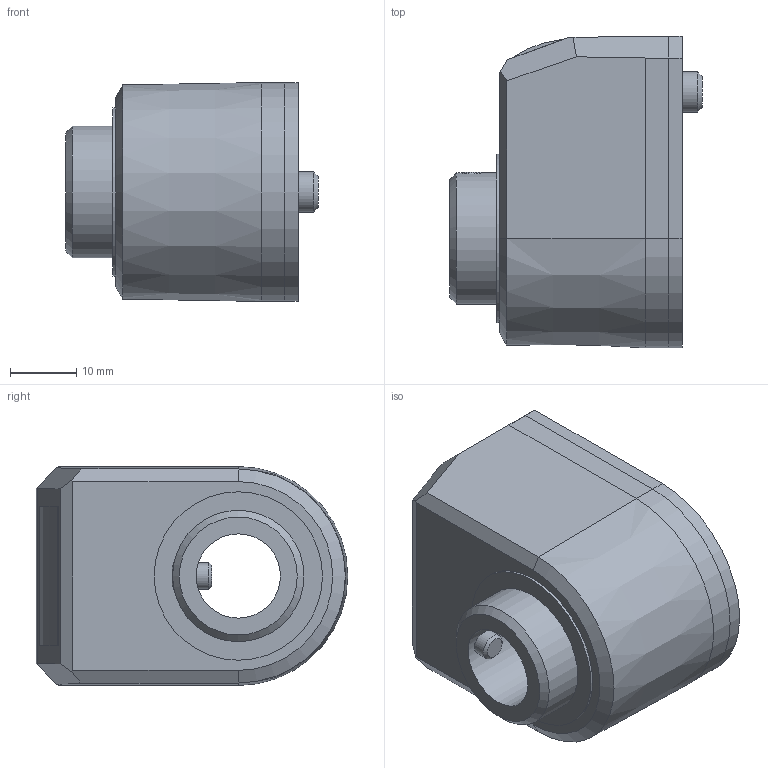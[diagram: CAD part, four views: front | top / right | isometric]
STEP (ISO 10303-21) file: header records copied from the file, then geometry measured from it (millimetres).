
FILE_DESCRIPTION (( 'STEP AP214' ), '1' );
FILE_NAME ('DD51-AR-INCH.STEP', '2024-04-03T11:08:54', ( '' ), ( '' ), 'SwSTEP 2.0', 'SolidWorks 2023', '' );
FILE_SCHEMA (( 'AUTOMOTIVE_DESIGN' ));
Length unit declared in the file: inch
Products named in the file (1): DD51-AR-INCH
Bounding box: 38.1 x 46.99 x 33.02 mm (x, y, z)
Volume: 33362.1 mm3; surface area: 12992.3 mm2
Topology: 4 solids, 4 shells, 77 faces, 180 edges, 118 vertices
Faces by surface type: plane 59, cylinder 12, cone 6
Full cylindrical faces by diameter (mm): 3.98 x1, 4 x1, 6.096 x1, 12.7 x1, 19.812 x2, 25.4 x1, 27.432 x2
Entity records: 2279 total; most frequent: CARTESIAN_POINT 467, DIRECTION 347, ORIENTED_EDGE 330, EDGE_CURVE 165, VECTOR 135, LINE 135, VERTEX_POINT 116, EDGE_LOOP 109
